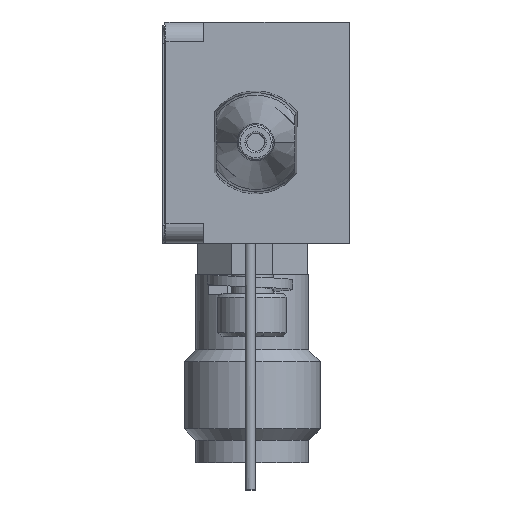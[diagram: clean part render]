
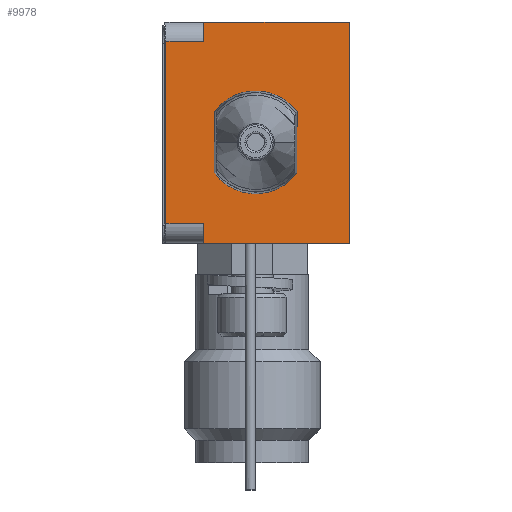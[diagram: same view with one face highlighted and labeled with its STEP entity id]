
A CAD part, left-side view. The second image highlights one B-rep face of the part: STEP entity #9978.
In plain terms, the highlighted planar face has unit normal (-1, 0, 0).
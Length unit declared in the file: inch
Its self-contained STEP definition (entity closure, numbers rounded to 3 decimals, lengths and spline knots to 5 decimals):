
#97 = CARTESIAN_POINT ( 'NONE',  ( -0.21927, 0.9304, 2.33848 ) ) ;
#203 = EDGE_CURVE ( 'NONE', #24120, #17297, #286, .T. ) ;
#286 = CIRCLE ( 'NONE', #1157, 0.06496 ) ;
#1156 = EDGE_CURVE ( 'NONE', #5653, #22773, #9359, .T. ) ;
#1157 = AXIS2_PLACEMENT_3D ( 'NONE', #10788, #13244, #25457 ) ;
#2403 = CARTESIAN_POINT ( 'NONE',  ( -0.21927, 1.22568, 1.88966 ) ) ;
#4387 = VERTEX_POINT ( 'NONE', #6774 ) ;
#4531 = ORIENTED_EDGE ( 'NONE', *, *, #203, .T. ) ;
#4908 = CARTESIAN_POINT ( 'NONE',  ( -0.21927, 1.22568, 2.33848 ) ) ;
#5151 = VERTEX_POINT ( 'NONE', #25074 ) ;
#5653 = VERTEX_POINT ( 'NONE', #2403 ) ;
#6082 = CARTESIAN_POINT ( 'NONE',  ( -0.21927, 1.30442, 1.88966 ) ) ;
#6124 = PLANE ( 'NONE',  #28891 ) ;
#6130 = CARTESIAN_POINT ( 'NONE',  ( -0.21927, 1.22568, 2.29911 ) ) ;
#6225 = LINE ( 'NONE', #6130, #29331 ) ;
#6622 = ORIENTED_EDGE ( 'NONE', *, *, #11271, .T. ) ;
#6774 = CARTESIAN_POINT ( 'NONE',  ( -0.21927, 1.22568, 2.29911 ) ) ;
#8355 = EDGE_CURVE ( 'NONE', #17274, #18500, #26285, .T. ) ;
#8516 = DIRECTION ( 'NONE',  ( 0., -1., 0. ) ) ;
#8693 = ORIENTED_EDGE ( 'NONE', *, *, #19807, .F. ) ;
#8765 = DIRECTION ( 'NONE',  ( 0., 1., 0. ) ) ;
#9359 = LINE ( 'NONE', #14812, #25686 ) ;
#9592 = CARTESIAN_POINT ( 'NONE',  ( -0.21927, 1.30442, 2.33848 ) ) ;
#9904 = DIRECTION ( 'NONE',  ( 0., 0., 1. ) ) ;
#9976 = ORIENTED_EDGE ( 'NONE', *, *, #1156, .F. ) ;
#9978 = ADVANCED_FACE ( 'NONE', ( #29220, #22042 ), #6124, .F. ) ;
#10474 = EDGE_CURVE ( 'NONE', #5653, #5151, #29959, .T. ) ;
#10788 = CARTESIAN_POINT ( 'NONE',  ( -0.21927, 1.1204, 2.09457 ) ) ;
#10883 = VECTOR ( 'NONE', #14769, 39.37008 ) ;
#11271 = EDGE_CURVE ( 'NONE', #17297, #24120, #16307, .T. ) ;
#11295 = CARTESIAN_POINT ( 'NONE',  ( -0.21927, 1.30442, 2.33848 ) ) ;
#12746 = CARTESIAN_POINT ( 'NONE',  ( -0.21927, 1.1204, 2.15953 ) ) ;
#13244 = DIRECTION ( 'NONE',  ( 1., 0., 0. ) ) ;
#13366 = VECTOR ( 'NONE', #25371, 39.37008 ) ;
#13700 = ORIENTED_EDGE ( 'NONE', *, *, #10474, .T. ) ;
#14011 = CARTESIAN_POINT ( 'NONE',  ( -0.21927, 1.1204, 2.09457 ) ) ;
#14104 = DIRECTION ( 'NONE',  ( 0., 0., -1. ) ) ;
#14439 = ORIENTED_EDGE ( 'NONE', *, *, #8355, .F. ) ;
#14712 = LINE ( 'NONE', #30559, #26091 ) ;
#14769 = DIRECTION ( 'NONE',  ( 0., 0., 1. ) ) ;
#14801 = VERTEX_POINT ( 'NONE', #20003 ) ;
#14812 = CARTESIAN_POINT ( 'NONE',  ( -0.21927, 1.22568, 1.88966 ) ) ;
#15449 = EDGE_LOOP ( 'NONE', ( #27860, #14439, #18167, #9976, #13700, #29130, #21229, #8693 ) ) ;
#16066 = DIRECTION ( 'NONE',  ( 0., -1., 0. ) ) ;
#16238 = LINE ( 'NONE', #4908, #17360 ) ;
#16307 = CIRCLE ( 'NONE', #17355, 0.06496 ) ;
#17274 = VERTEX_POINT ( 'NONE', #28728 ) ;
#17297 = VERTEX_POINT ( 'NONE', #23580 ) ;
#17355 = AXIS2_PLACEMENT_3D ( 'NONE', #14011, #18668, #14104 ) ;
#17360 = VECTOR ( 'NONE', #21901, 39.37008 ) ;
#17374 = LINE ( 'NONE', #97, #10883 ) ;
#17677 = CARTESIAN_POINT ( 'NONE',  ( -0.21927, 1.22568, 1.92903 ) ) ;
#18167 = ORIENTED_EDGE ( 'NONE', *, *, #27395, .F. ) ;
#18500 = VERTEX_POINT ( 'NONE', #21352 ) ;
#18668 = DIRECTION ( 'NONE',  ( 1., 0., 0. ) ) ;
#19807 = EDGE_CURVE ( 'NONE', #4387, #14801, #16238, .T. ) ;
#20003 = CARTESIAN_POINT ( 'NONE',  ( -0.21927, 1.22568, 2.33848 ) ) ;
#20509 = VERTEX_POINT ( 'NONE', #31154 ) ;
#20533 = VECTOR ( 'NONE', #26043, 39.37008 ) ;
#20893 = DIRECTION ( 'NONE',  ( 1., 0., 0. ) ) ;
#21229 = ORIENTED_EDGE ( 'NONE', *, *, #30667, .F. ) ;
#21352 = CARTESIAN_POINT ( 'NONE',  ( -0.21927, 1.30442, 2.29911 ) ) ;
#21649 = VECTOR ( 'NONE', #8516, 39.37008 ) ;
#21901 = DIRECTION ( 'NONE',  ( 0., 0., 1. ) ) ;
#22042 = FACE_OUTER_BOUND ( 'NONE', #15449, .T. ) ;
#22530 = EDGE_CURVE ( 'NONE', #4387, #18500, #6225, .T. ) ;
#22773 = VERTEX_POINT ( 'NONE', #17677 ) ;
#23580 = CARTESIAN_POINT ( 'NONE',  ( -0.21927, 1.1204, 2.02961 ) ) ;
#24120 = VERTEX_POINT ( 'NONE', #12746 ) ;
#24701 = LINE ( 'NONE', #26346, #20533 ) ;
#25074 = CARTESIAN_POINT ( 'NONE',  ( -0.21927, 0.9304, 1.88966 ) ) ;
#25371 = DIRECTION ( 'NONE',  ( 0., 0., 1. ) ) ;
#25457 = DIRECTION ( 'NONE',  ( 0., 0., -1. ) ) ;
#25686 = VECTOR ( 'NONE', #9904, 39.37008 ) ;
#26043 = DIRECTION ( 'NONE',  ( 0., 1., 0. ) ) ;
#26091 = VECTOR ( 'NONE', #16066, 39.37008 ) ;
#26285 = LINE ( 'NONE', #9592, #13366 ) ;
#26346 = CARTESIAN_POINT ( 'NONE',  ( -0.21927, 1.22568, 1.92903 ) ) ;
#27395 = EDGE_CURVE ( 'NONE', #22773, #17274, #24701, .T. ) ;
#27860 = ORIENTED_EDGE ( 'NONE', *, *, #22530, .T. ) ;
#27967 = DIRECTION ( 'NONE',  ( 0., 0., -1. ) ) ;
#28270 = EDGE_LOOP ( 'NONE', ( #6622, #4531 ) ) ;
#28728 = CARTESIAN_POINT ( 'NONE',  ( -0.21927, 1.30442, 1.92903 ) ) ;
#28891 = AXIS2_PLACEMENT_3D ( 'NONE', #11295, #20893, #27967 ) ;
#29130 = ORIENTED_EDGE ( 'NONE', *, *, #30860, .T. ) ;
#29220 = FACE_BOUND ( 'NONE', #28270, .T. ) ;
#29331 = VECTOR ( 'NONE', #8765, 39.37008 ) ;
#29959 = LINE ( 'NONE', #6082, #21649 ) ;
#30559 = CARTESIAN_POINT ( 'NONE',  ( -0.21927, 1.30442, 2.33848 ) ) ;
#30667 = EDGE_CURVE ( 'NONE', #14801, #20509, #14712, .T. ) ;
#30860 = EDGE_CURVE ( 'NONE', #5151, #20509, #17374, .T. ) ;
#31154 = CARTESIAN_POINT ( 'NONE',  ( -0.21927, 0.9304, 2.33848 ) ) ;
